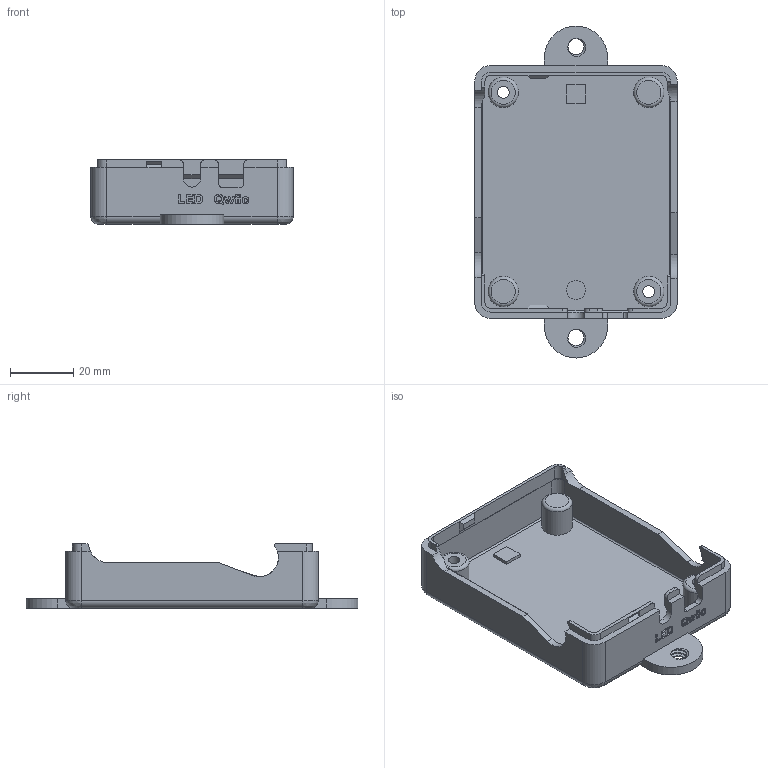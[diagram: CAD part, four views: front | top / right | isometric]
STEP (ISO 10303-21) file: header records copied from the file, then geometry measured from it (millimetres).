
FILE_DESCRIPTION(/* description */ (''),/* implementation_level */ '2;1');
FILE_NAME(/* name */ 'Enabled_Controller_Bottom_With_Mount.step',/* time_stamp */ '2021-09-11T21:22:54-07:00',/* author */ (''),/* organization */ (''),/* preprocessor_version */ 'ST-DEVELOPER v18.1',/* originating_system */ 'Autodesk Translation Framework v10.10.0.1391',/* authorisation */ '');
FILE_SCHEMA (('AUTOMOTIVE_DESIGN { 1 0 10303 214 3 1 1 }'));
Length unit declared in the file: millimetre
Products named in the file (2): Enabled_Controller_Bottom_With_Mount; Plastic Case
Assembly tree (1 placements, depth 2):
  Enabled_Controller_Bottom_With_Mount
    Plastic Case
Bounding box: 64 x 105 x 20.4 mm (x, y, z)
Volume: 21463.5 mm3; surface area: 21661.3 mm2
Topology: 1 solids, 1 shells, 500 faces, 1395 edges, 922 vertices
Faces by surface type: bspline 275, plane 149, cylinder 64, torus 8, cone 4
Full cylindrical faces by diameter (mm): 3.7 x2, 5.118 x2, 6 x1, 6.35 x2, 7.2 x2, 9.6 x4
Entity records: 21345 total; most frequent: CARTESIAN_POINT 10265, ORIENTED_EDGE 2790, DIRECTION 1417, EDGE_CURVE 1395, VERTEX_POINT 922, LINE 669, VECTOR 669, B_SPLINE_CURVE_WITH_KNOTS 580
